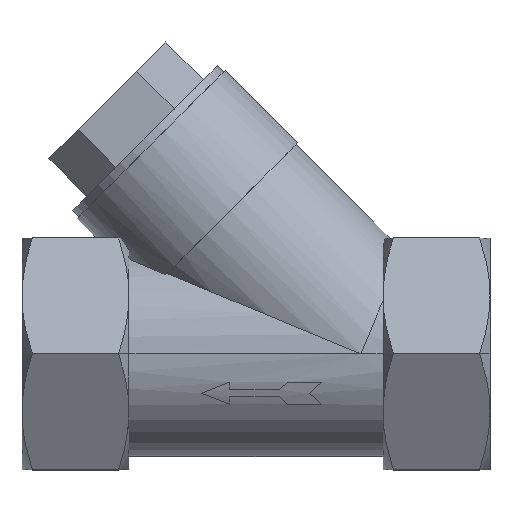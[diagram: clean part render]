
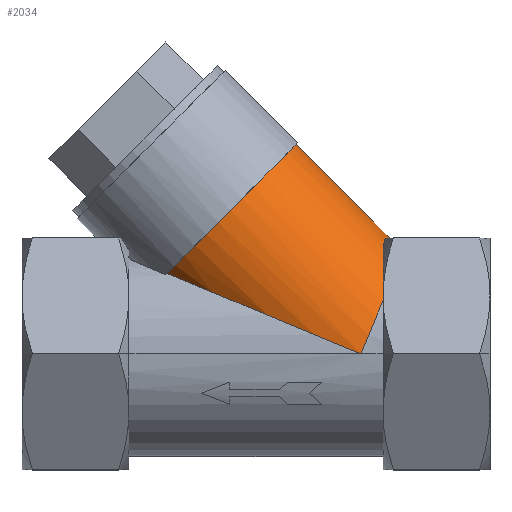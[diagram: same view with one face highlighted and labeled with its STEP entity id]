
A CAD part, top view. The second image highlights one B-rep face of the part: STEP entity #2034.
In plain terms, the highlighted cylindrical face has radius 23 mm (diameter 46 mm), a partial arc.
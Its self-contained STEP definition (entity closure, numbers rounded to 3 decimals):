
#11 = CARTESIAN_POINT ( 'NONE',  ( 28.907, 26., 6.095 ) ) ;
#53 = CARTESIAN_POINT ( 'NONE',  ( 30.07, 26., 0. ) ) ;
#73 = CARTESIAN_POINT ( 'NONE',  ( 29.68, 26., 4.106 ) ) ;
#106 = CARTESIAN_POINT ( 'NONE',  ( 30.07, 26., 2.062 ) ) ;
#190 = B_SPLINE_CURVE_WITH_KNOTS ( 'NONE', 3,
 ( #987, #1008, #974, #954 ),
 .UNSPECIFIED., .F., .F.,
 ( 4, 4 ),
 ( 0., 0.006 ),
 .UNSPECIFIED. ) ;
#230 =( BOUNDED_CURVE ( )  B_SPLINE_CURVE ( 3, ( #11, #73, #106, #53 ),
 .UNSPECIFIED., .F., .T. ) 
 B_SPLINE_CURVE_WITH_KNOTS ( ( 4, 4 ),
 ( 6.015, 6.283 ),
 .UNSPECIFIED. ) 
 CURVE ( )  GEOMETRIC_REPRESENTATION_ITEM ( )  RATIONAL_B_SPLINE_CURVE ( ( 1., 0.994, 0.994, 1. ) ) 
 REPRESENTATION_ITEM ( '' )  );
#407 = FACE_OUTER_BOUND ( 'NONE', #2673, .T. ) ;
#416 = CYLINDRICAL_SURFACE ( 'NONE', #1496, 23. ) ;
#588 = VERTEX_POINT ( 'NONE', #962 ) ;
#604 = VERTEX_POINT ( 'NONE', #1011 ) ;
#609 = VERTEX_POINT ( 'NONE', #994 ) ;
#704 = CIRCLE ( 'NONE', #1425, 23. ) ;
#744 = LINE ( 'NONE', #1587, #745 ) ;
#745 = VECTOR ( 'NONE', #1592, 1000. ) ;
#853 = DIRECTION ( 'NONE',  ( 0.707, -0.707, 0. ) ) ;
#854 = DIRECTION ( 'NONE',  ( 0.707, 0.707, 0. ) ) ;
#859 = CARTESIAN_POINT ( 'NONE',  ( -7.213, 30.756, 0. ) ) ;
#954 = CARTESIAN_POINT ( 'NONE',  ( 28.907, 26., 6.095 ) ) ;
#962 = CARTESIAN_POINT ( 'NONE',  ( 28.5, 23.481, 11.164 ) ) ;
#974 = CARTESIAN_POINT ( 'NONE',  ( 28.806, 25.397, 7.905 ) ) ;
#987 = CARTESIAN_POINT ( 'NONE',  ( 28.5, 23.481, 11.164 ) ) ;
#994 = CARTESIAN_POINT ( 'NONE',  ( 28.907, 26., 6.095 ) ) ;
#1008 = CARTESIAN_POINT ( 'NONE',  ( 28.667, 24.55, 9.59 ) ) ;
#1011 = CARTESIAN_POINT ( 'NONE',  ( -19.952, 18.016, 14.297 ) ) ;
#1221 = EDGE_CURVE ( 'NONE', #588, #609, #190, .T. ) ;
#1241 = EDGE_CURVE ( 'NONE', #609, #2838, #230, .T. ) ;
#1297 = EDGE_CURVE ( 'NONE', #2846, #604, #704, .T. ) ;
#1322 = EDGE_CURVE ( 'NONE', #2846, #2838, #744, .T. ) ;
#1324 = EDGE_CURVE ( 'NONE', #2825, #2826, #2956, .T. ) ;
#1340 = EDGE_CURVE ( 'NONE', #604, #2825, #2963, .T. ) ;
#1425 = AXIS2_PLACEMENT_3D ( 'NONE', #859, #853, #854 ) ;
#1496 = AXIS2_PLACEMENT_3D ( 'NONE', #2093, #2092, #2094 ) ;
#1576 = CARTESIAN_POINT ( 'NONE',  ( 26.997, 8.339, 21.852 ) ) ;
#1587 = CARTESIAN_POINT ( 'NONE',  ( 39.806, 16.263, 0. ) ) ;
#1592 = DIRECTION ( 'NONE',  ( 0.707, -0.707, 0. ) ) ;
#1594 = CARTESIAN_POINT ( 'NONE',  ( 25.303, 4.249, 23. ) ) ;
#1597 = CARTESIAN_POINT ( 'NONE',  ( 23.543, 0., 23. ) ) ;
#1598 = CARTESIAN_POINT ( 'NONE',  ( 28.5, 11.968, 19.641 ) ) ;
#1650 = CARTESIAN_POINT ( 'NONE',  ( -9.232, 13.576, 19.893 ) ) ;
#1651 = CARTESIAN_POINT ( 'NONE',  ( -19.952, 18.016, 14.297 ) ) ;
#1656 = CARTESIAN_POINT ( 'NONE',  ( 6.297, 7.143, 23. ) ) ;
#1657 = CARTESIAN_POINT ( 'NONE',  ( 23.543, 0., 23. ) ) ;
#2034 = ADVANCED_FACE ( 'NONE', ( #407 ), #416, .T. ) ;
#2092 = DIRECTION ( 'NONE',  ( 0.707, -0.707, 0. ) ) ;
#2093 = CARTESIAN_POINT ( 'NONE',  ( 23.543, 0., 0. ) ) ;
#2094 = DIRECTION ( 'NONE',  ( 0.707, 0.707, 0. ) ) ;
#2407 = CARTESIAN_POINT ( 'NONE',  ( 28.5, 16.806, 17.556 ) ) ;
#2409 = CARTESIAN_POINT ( 'NONE',  ( 28.5, 11.968, 19.641 ) ) ;
#2413 = CARTESIAN_POINT ( 'NONE',  ( 28.5, 20.731, 14.667 ) ) ;
#2414 = CARTESIAN_POINT ( 'NONE',  ( 28.5, 23.481, 11.164 ) ) ;
#2475 = CARTESIAN_POINT ( 'NONE',  ( 23.543, 0., 23. ) ) ;
#2476 = CARTESIAN_POINT ( 'NONE',  ( 28.5, 11.968, 19.641 ) ) ;
#2486 = CARTESIAN_POINT ( 'NONE',  ( 30.07, 26., 0. ) ) ;
#2494 = CARTESIAN_POINT ( 'NONE',  ( 9.051, 47.019, 0. ) ) ;
#2598 = EDGE_CURVE ( 'NONE', #2826, #588, #2997, .T. ) ;
#2673 = EDGE_LOOP ( 'NONE', ( #2752, #2753, #2754, #2755, #2756, #2757, #2758 ) ) ;
#2752 = ORIENTED_EDGE ( 'NONE', *, *, #1322, .F. ) ;
#2753 = ORIENTED_EDGE ( 'NONE', *, *, #1297, .T. ) ;
#2754 = ORIENTED_EDGE ( 'NONE', *, *, #1340, .T. ) ;
#2755 = ORIENTED_EDGE ( 'NONE', *, *, #1324, .T. ) ;
#2756 = ORIENTED_EDGE ( 'NONE', *, *, #2598, .T. ) ;
#2757 = ORIENTED_EDGE ( 'NONE', *, *, #1221, .T. ) ;
#2758 = ORIENTED_EDGE ( 'NONE', *, *, #1241, .T. ) ;
#2825 = VERTEX_POINT ( 'NONE', #2475 ) ;
#2826 = VERTEX_POINT ( 'NONE', #2476 ) ;
#2838 = VERTEX_POINT ( 'NONE', #2486 ) ;
#2846 = VERTEX_POINT ( 'NONE', #2494 ) ;
#2956 =( BOUNDED_CURVE ( )  B_SPLINE_CURVE ( 3, ( #1597, #1594, #1576, #1598 ),
 .UNSPECIFIED., .F., .T. ) 
 B_SPLINE_CURVE_WITH_KNOTS ( ( 4, 4 ),
 ( 4.712, 5.26 ),
 .UNSPECIFIED. ) 
 CURVE ( )  GEOMETRIC_REPRESENTATION_ITEM ( )  RATIONAL_B_SPLINE_CURVE ( ( 1., 0.975, 0.975, 1. ) ) 
 REPRESENTATION_ITEM ( '' )  );
#2963 =( BOUNDED_CURVE ( )  B_SPLINE_CURVE ( 3, ( #1651, #1650, #1656, #1657 ),
 .UNSPECIFIED., .F., .F. ) 
 B_SPLINE_CURVE_WITH_KNOTS ( ( 4, 4 ),
 ( 3.812, 4.712 ),
 .UNSPECIFIED. ) 
 CURVE ( )  GEOMETRIC_REPRESENTATION_ITEM ( )  RATIONAL_B_SPLINE_CURVE ( ( 1., 0.934, 0.934, 1. ) ) 
 REPRESENTATION_ITEM ( '' )  );
#2997 =( BOUNDED_CURVE ( )  B_SPLINE_CURVE ( 3, ( #2409, #2407, #2413, #2414 ),
 .UNSPECIFIED., .F., .F. ) 
 B_SPLINE_CURVE_WITH_KNOTS ( ( 4, 4 ),
 ( 2.118, 2.635 ),
 .UNSPECIFIED. ) 
 CURVE ( )  GEOMETRIC_REPRESENTATION_ITEM ( )  RATIONAL_B_SPLINE_CURVE ( ( 1., 0.978, 0.978, 1. ) ) 
 REPRESENTATION_ITEM ( '' )  );
